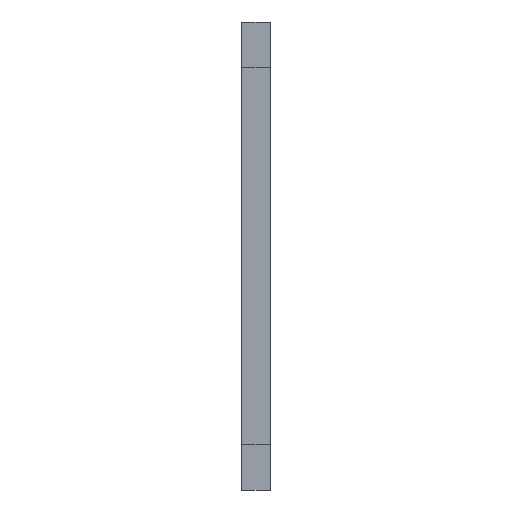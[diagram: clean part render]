
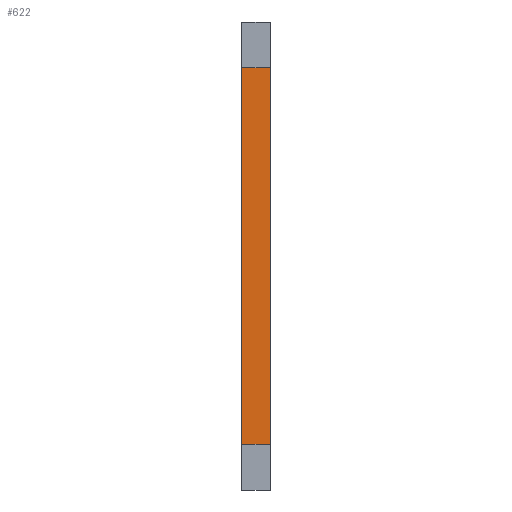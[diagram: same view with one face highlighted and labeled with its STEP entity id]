
A CAD part, front view. The second image highlights one B-rep face of the part: STEP entity #622.
In plain terms, the highlighted planar face has unit normal (0, -1, 0).
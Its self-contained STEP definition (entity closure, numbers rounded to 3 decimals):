
#116=FACE_OUTER_BOUND('',#146,.T.);
#146=EDGE_LOOP('',(#447,#448,#449,#450));
#216=LINE('',#933,#260);
#219=LINE('',#939,#263);
#220=LINE('',#941,#264);
#221=LINE('',#942,#265);
#260=VECTOR('',#746,10.);
#263=VECTOR('',#751,10.);
#264=VECTOR('',#752,10.);
#265=VECTOR('',#753,10.);
#303=VERTEX_POINT('',#929);
#305=VERTEX_POINT('',#932);
#307=VERTEX_POINT('',#938);
#308=VERTEX_POINT('',#940);
#360=EDGE_CURVE('',#303,#305,#216,.T.);
#363=EDGE_CURVE('',#307,#303,#219,.T.);
#364=EDGE_CURVE('',#307,#308,#220,.T.);
#365=EDGE_CURVE('',#305,#308,#221,.T.);
#447=ORIENTED_EDGE('',*,*,#363,.F.);
#448=ORIENTED_EDGE('',*,*,#364,.T.);
#449=ORIENTED_EDGE('',*,*,#365,.F.);
#450=ORIENTED_EDGE('',*,*,#360,.F.);
#612=PLANE('',#672);
#622=ADVANCED_FACE('',(#116),#612,.F.);
#672=AXIS2_PLACEMENT_3D('',#937,#749,#750);
#746=DIRECTION('',(1.,0.,0.));
#749=DIRECTION('center_axis',(0.,1.,0.));
#750=DIRECTION('ref_axis',(0.,0.,1.));
#751=DIRECTION('',(0.,0.,1.));
#752=DIRECTION('',(1.,0.,0.));
#753=DIRECTION('',(0.,0.,-1.));
#929=CARTESIAN_POINT('',(0.,-118.923,73.912));
#932=CARTESIAN_POINT('',(5.,-118.923,73.912));
#933=CARTESIAN_POINT('',(0.,-118.923,73.912));
#937=CARTESIAN_POINT('Origin',(0.,-118.923,7.912));
#938=CARTESIAN_POINT('',(0.,-118.923,7.912));
#939=CARTESIAN_POINT('',(0.,-118.923,24.412));
#940=CARTESIAN_POINT('',(5.,-118.923,7.912));
#941=CARTESIAN_POINT('',(0.,-118.923,7.912));
#942=CARTESIAN_POINT('',(5.,-118.923,24.412));
